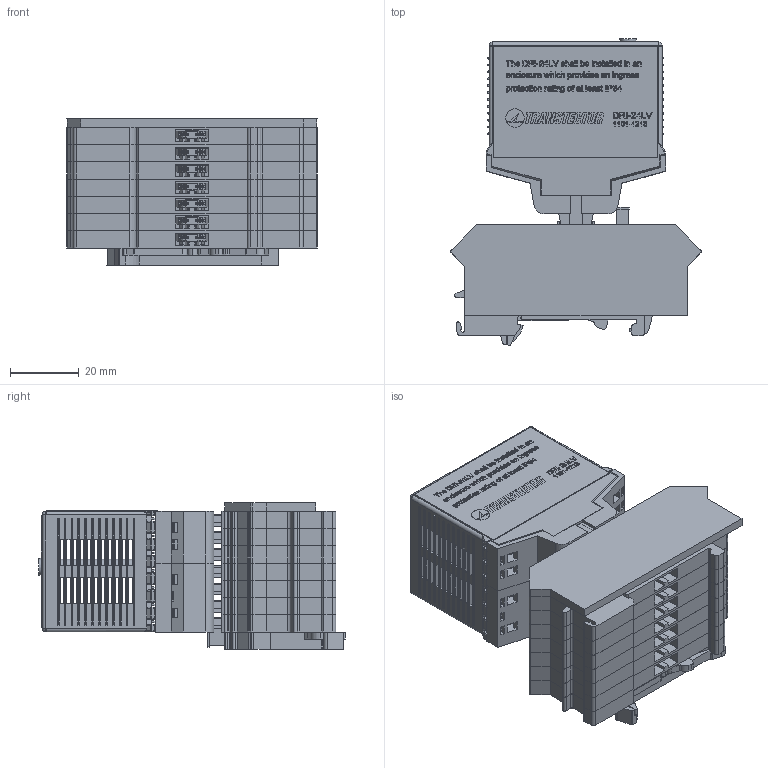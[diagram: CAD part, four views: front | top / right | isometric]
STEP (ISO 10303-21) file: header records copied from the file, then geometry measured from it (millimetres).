
FILE_DESCRIPTION (( 'STEP AP203' ), '1' );
FILE_NAME ('1101-1213-E.STEP', '2019-01-25T20:06:16', ( '' ), ( '' ), 'SwSTEP 2.0', 'SolidWorks 2018', '' );
FILE_SCHEMA (( 'CONFIG_CONTROL_DESIGN' ));
Length unit declared in the file: inch
Products named in the file (28): 2004-066; 1000-1530; 2105-332; 2001-261; 2001-257; 2003-3108; 2105-330; 2001-262; 1101-1213-E; 3450-114; 2105-331; 2003-3105
Assembly tree (17 placements, depth 3):
  2004-066
  2001-261
  2105-332
  2003-3108
  2105-330
Bounding box: 72.8 x 89.04 x 42.52 mm (x, y, z)
Volume: 76828.6 mm3; surface area: 98626.8 mm2
Topology: 30 solids, 30 shells, 5861 faces, 16286 edges, 10671 vertices
Faces by surface type: plane 4137, bspline 865, cylinder 716, cone 66, sphere 41, torus 36
Entity records: 199969 total; most frequent: CARTESIAN_POINT 75233, ORIENTED_EDGE 27686, DIRECTION 20871, EDGE_CURVE 13843, VECTOR 11185, LINE 11185, VERTEX_POINT 9085, EDGE_LOOP 5416
